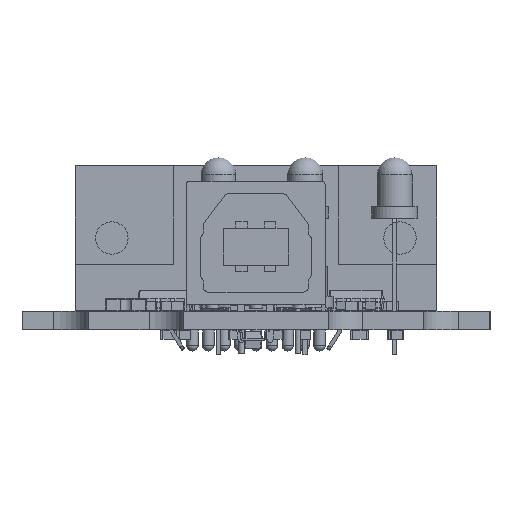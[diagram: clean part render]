
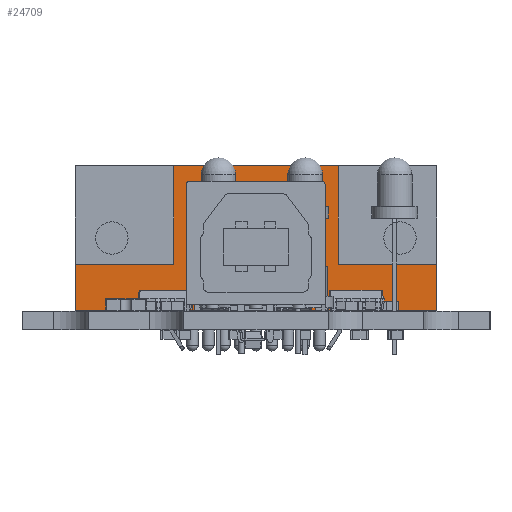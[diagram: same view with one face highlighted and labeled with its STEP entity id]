
A CAD part, left-side view. The second image highlights one B-rep face of the part: STEP entity #24709.
In plain terms, the highlighted face is planar.
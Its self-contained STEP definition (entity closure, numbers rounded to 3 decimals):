
#715=PLANE('',#26315);
#1709=FACE_OUTER_BOUND('',#3021,.T.);
#3021=EDGE_LOOP('',(#17224,#17225,#17226,#17227,#17228,#17229,#17230,#17231));
#4669=LINE('',#36099,#7322);
#4683=LINE('',#36130,#7336);
#4686=LINE('',#36135,#7339);
#4687=LINE('',#36137,#7340);
#4688=LINE('',#36139,#7341);
#4689=LINE('',#36141,#7342);
#4690=LINE('',#36142,#7343);
#4691=LINE('',#36143,#7344);
#7322=VECTOR('',#29221,1.);
#7336=VECTOR('',#29241,1.);
#7339=VECTOR('',#29246,1.);
#7340=VECTOR('',#29247,1.);
#7341=VECTOR('',#29248,1.);
#7342=VECTOR('',#29249,1.);
#7343=VECTOR('',#29250,1.);
#7344=VECTOR('',#29251,1.);
#10686=VERTEX_POINT('',#36097);
#10687=VERTEX_POINT('',#36098);
#10700=VERTEX_POINT('',#36128);
#10701=VERTEX_POINT('',#36129);
#10702=VERTEX_POINT('',#36134);
#10703=VERTEX_POINT('',#36136);
#10704=VERTEX_POINT('',#36138);
#10705=VERTEX_POINT('',#36140);
#13168=EDGE_CURVE('',#10686,#10687,#4669,.T.);
#13182=EDGE_CURVE('',#10700,#10701,#4683,.T.);
#13185=EDGE_CURVE('',#10701,#10702,#4686,.T.);
#13186=EDGE_CURVE('',#10703,#10702,#4687,.T.);
#13187=EDGE_CURVE('',#10704,#10703,#4688,.T.);
#13188=EDGE_CURVE('',#10705,#10704,#4689,.T.);
#13189=EDGE_CURVE('',#10705,#10686,#4690,.T.);
#13190=EDGE_CURVE('',#10700,#10687,#4691,.T.);
#17224=ORIENTED_EDGE('',*,*,#13182,.T.);
#17225=ORIENTED_EDGE('',*,*,#13185,.T.);
#17226=ORIENTED_EDGE('',*,*,#13186,.F.);
#17227=ORIENTED_EDGE('',*,*,#13187,.F.);
#17228=ORIENTED_EDGE('',*,*,#13188,.F.);
#17229=ORIENTED_EDGE('',*,*,#13189,.T.);
#17230=ORIENTED_EDGE('',*,*,#13168,.T.);
#17231=ORIENTED_EDGE('',*,*,#13190,.F.);
#24709=ADVANCED_FACE('',(#1709),#715,.F.);
#26315=AXIS2_PLACEMENT_3D('',#36133,#29244,#29245);
#29221=DIRECTION('',(-1.,0.,0.));
#29241=DIRECTION('',(1.,0.,0.));
#29244=DIRECTION('center_axis',(0.,-1.,0.));
#29245=DIRECTION('ref_axis',(1.,0.,0.));
#29246=DIRECTION('',(0.,0.,1.));
#29247=DIRECTION('',(-1.,0.,0.));
#29248=DIRECTION('',(0.,0.,1.));
#29249=DIRECTION('',(-1.,0.,0.));
#29250=DIRECTION('',(0.,0.,-1.));
#29251=DIRECTION('',(0.,0.,-1.));
#36097=CARTESIAN_POINT('',(10.16,1.77,0.));
#36098=CARTESIAN_POINT('',(-21.15,1.77,0.));
#36099=CARTESIAN_POINT('',(10.16,1.77,0.));
#36128=CARTESIAN_POINT('',(-21.15,1.77,4.));
#36129=CARTESIAN_POINT('',(-12.6,1.77,4.));
#36130=CARTESIAN_POINT('',(-21.15,1.77,4.));
#36133=CARTESIAN_POINT('Origin',(10.16,1.77,12.55));
#36134=CARTESIAN_POINT('',(-12.6,1.77,12.55));
#36135=CARTESIAN_POINT('',(-12.6,1.77,4.));
#36136=CARTESIAN_POINT('',(1.61,1.77,12.55));
#36137=CARTESIAN_POINT('',(10.16,1.77,12.55));
#36138=CARTESIAN_POINT('',(1.61,1.77,4.));
#36139=CARTESIAN_POINT('',(1.61,1.77,4.));
#36140=CARTESIAN_POINT('',(10.16,1.77,4.));
#36141=CARTESIAN_POINT('',(10.16,1.77,4.));
#36142=CARTESIAN_POINT('',(10.16,1.77,12.55));
#36143=CARTESIAN_POINT('',(-21.15,1.77,12.55));
